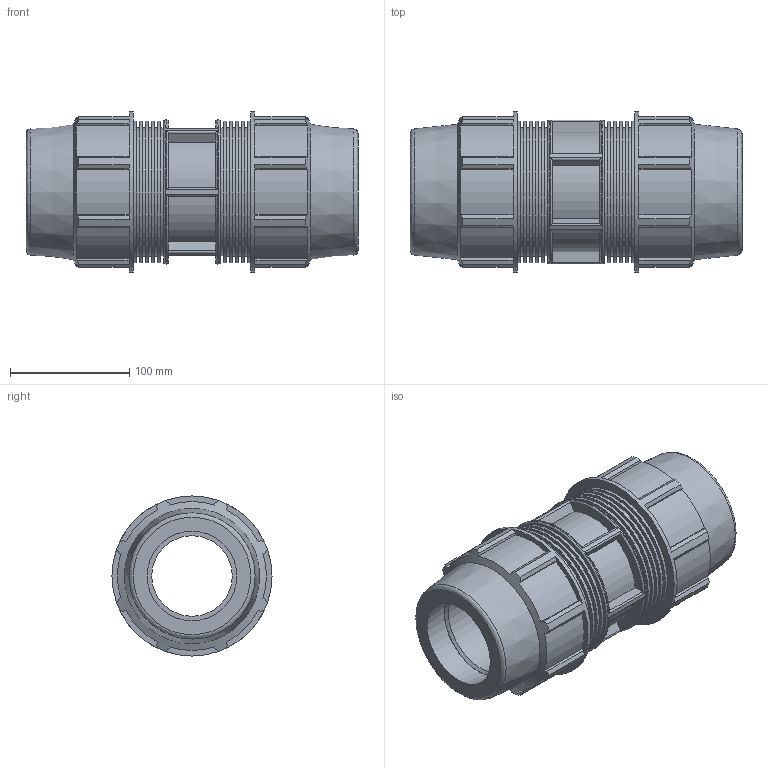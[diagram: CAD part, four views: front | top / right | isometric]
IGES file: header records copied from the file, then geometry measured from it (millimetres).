
Global section: file name: 0701060750A.ipt; native system: Autodesk Inventor 2015; preprocessor: unknown; author: KIM; date: 20180325.201114; units: millimetre
Bounding box: 278 x 134 x 134 mm (x, y, z)
Volume: 1690358.1 mm3; surface area: 242968.3 mm2
Topology: 1 solids, 1 shells, 216 faces, 561 edges, 378 vertices
Faces by surface type: plane 132, cylinder 57, revolution 23, cone 4
Full cylindrical faces by diameter (mm): 107.2 x10, 118.188 x10, 120.6 x1, 134 x2
